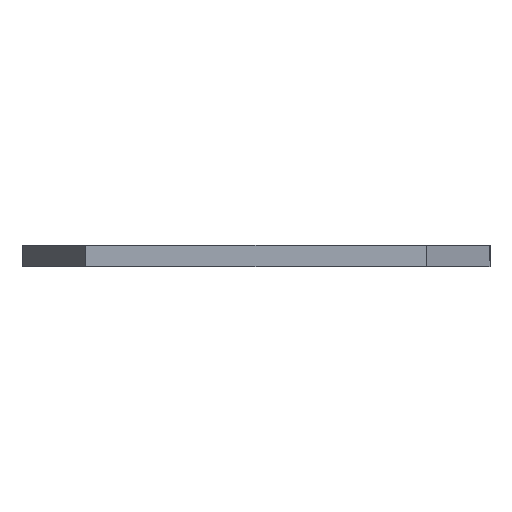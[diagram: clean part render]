
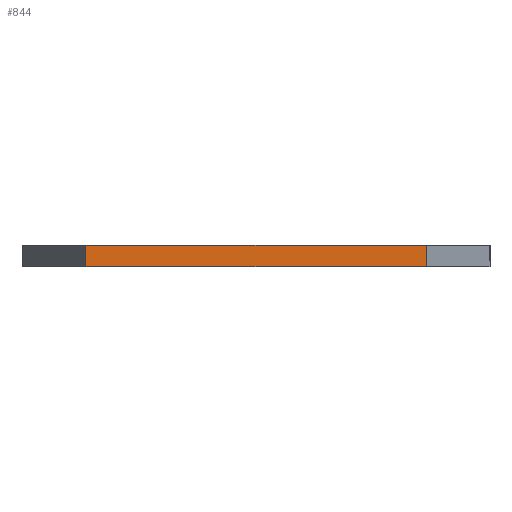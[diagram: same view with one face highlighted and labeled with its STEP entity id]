
A CAD part, front view. The second image highlights one B-rep face of the part: STEP entity #844.
In plain terms, the highlighted planar face has unit normal (0, -1, 0).
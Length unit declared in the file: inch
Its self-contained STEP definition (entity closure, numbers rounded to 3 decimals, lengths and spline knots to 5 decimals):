
#42 = CARTESIAN_POINT ( 'NONE',  ( 2., -5.875, 1.95669 ) ) ;
#67 = PLANE ( 'NONE',  #1220 ) ;
#88 = CARTESIAN_POINT ( 'NONE',  ( -2., -5.875, 1.95669 ) ) ;
#127 = EDGE_CURVE ( 'NONE', #919, #1139, #421, .T. ) ;
#131 = DIRECTION ( 'NONE',  ( 1., 0., 0. ) ) ;
#132 = ORIENTED_EDGE ( 'NONE', *, *, #127, .T. ) ;
#158 = DIRECTION ( 'NONE',  ( 0., 0., -1. ) ) ;
#173 = CARTESIAN_POINT ( 'NONE',  ( -2., -5.875, 1.70669 ) ) ;
#181 = VECTOR ( 'NONE', #445, 39.37008 ) ;
#220 = VECTOR ( 'NONE', #771, 39.37008 ) ;
#329 = CARTESIAN_POINT ( 'NONE',  ( -2., -5.875, 13.48339 ) ) ;
#336 = VECTOR ( 'NONE', #738, 39.37008 ) ;
#344 = CARTESIAN_POINT ( 'NONE',  ( -2.75, -5.875, 1.95669 ) ) ;
#352 = EDGE_CURVE ( 'NONE', #1319, #919, #1165, .T. ) ;
#376 = VERTEX_POINT ( 'NONE', #42 ) ;
#421 = LINE ( 'NONE', #515, #336 ) ;
#445 = DIRECTION ( 'NONE',  ( 0., 0., -1. ) ) ;
#480 = ORIENTED_EDGE ( 'NONE', *, *, #352, .T. ) ;
#515 = CARTESIAN_POINT ( 'NONE',  ( -2.75, -5.875, 1.70669 ) ) ;
#572 = FACE_OUTER_BOUND ( 'NONE', #857, .T. ) ;
#675 = EDGE_CURVE ( 'NONE', #1319, #376, #729, .T. ) ;
#729 = LINE ( 'NONE', #344, #795 ) ;
#738 = DIRECTION ( 'NONE',  ( 1., 0., 0. ) ) ;
#771 = DIRECTION ( 'NONE',  ( 0., 0., -1. ) ) ;
#779 = DIRECTION ( 'NONE',  ( 0., -1., 0. ) ) ;
#795 = VECTOR ( 'NONE', #131, 39.37008 ) ;
#844 = ADVANCED_FACE ( 'NONE', ( #572 ), #67, .T. ) ;
#857 = EDGE_LOOP ( 'NONE', ( #1304, #1223, #480, #132 ) ) ;
#883 = EDGE_CURVE ( 'NONE', #376, #1139, #1095, .T. ) ;
#919 = VERTEX_POINT ( 'NONE', #173 ) ;
#1095 = LINE ( 'NONE', #1309, #220 ) ;
#1108 = CARTESIAN_POINT ( 'NONE',  ( -2.75, -5.875, 1.70669 ) ) ;
#1139 = VERTEX_POINT ( 'NONE', #1214 ) ;
#1165 = LINE ( 'NONE', #329, #181 ) ;
#1214 = CARTESIAN_POINT ( 'NONE',  ( 2., -5.875, 1.70669 ) ) ;
#1220 = AXIS2_PLACEMENT_3D ( 'NONE', #1108, #779, #158 ) ;
#1223 = ORIENTED_EDGE ( 'NONE', *, *, #675, .F. ) ;
#1304 = ORIENTED_EDGE ( 'NONE', *, *, #883, .F. ) ;
#1309 = CARTESIAN_POINT ( 'NONE',  ( 2., -5.875, 13.48339 ) ) ;
#1319 = VERTEX_POINT ( 'NONE', #88 ) ;
